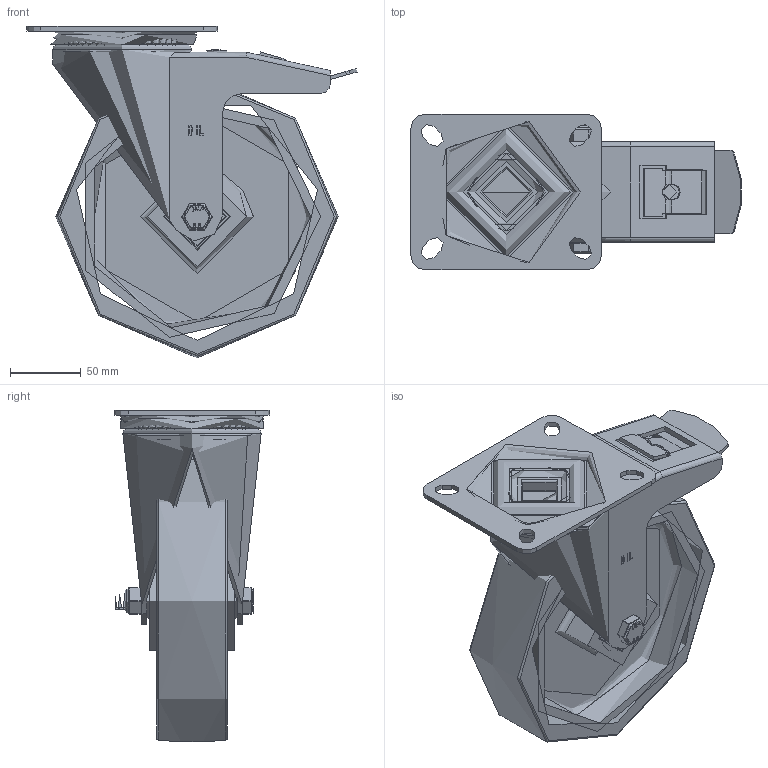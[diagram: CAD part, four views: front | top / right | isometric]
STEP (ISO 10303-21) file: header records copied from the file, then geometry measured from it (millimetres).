
FILE_DESCRIPTION(/* description */ (''),/* implementation_level */ '2;1');
FILE_NAME(/* name */ 'BZMM200NPBJSWB.step',/* time_stamp */ '2024-09-10T16:10:56+01:00',/* author */ (''),/* organization */ (''),/* preprocessor_version */ 'ST-DEVELOPER v20',/* originating_system */ 'Autodesk Translation Framework v13.14.0.145',/* authorisation */ '');
FILE_SCHEMA (('AUTOMOTIVE_DESIGN { 1 0 10303 214 3 1 1 }'));
Length unit declared in the file: millimetre
Products named in the file (37): BZMM200NPBJSWB; BZMM200ASSWB - 64 v1; ZINC PLATED, PRESSED STEEL TOP PLATE; ZINC PLATED, PRESSED STEEL TOP PLATE Geometry; BALL BEARINGS; Component1; BEARING SEAL; ZINC PLATED, PRESSED STEEL FORKS; BRAKE PAD; BRAKE PAD Geometry; BOLT; NUT; BRAKE BOLT; ZINC PLATED, PRESSED STEEL BRAKE PEDAL; BZH200WNPBJM2060 v1; POLYURETHANE TYRE; NYLON RIM; BEARING6204; BALL BEARINGS (1); BEARING6204 (1); BALL BEARINGS (1) (1); Component3; INNER; OUTER; MIDDLE; RUBBER; BEARING SPACER; TH20X2X12 v1; ZINC PLATED HEADED SPACER; TH20X2X12 v1 (1); ZINC PLATED HEADED SPACER (1); HEXBOLTM12X90Z8.8 v2; GRADE 8.8 ZINC PLATED BOLT; NYLOCM12Z v1; NYLOC NUT; NUT (1); RUBBER (1)
Assembly tree (94 placements, depth 5):
  BZMM200NPBJSWB
    BZMM200ASSWB - 64 v1
      ZINC PLATED, PRESSED STEEL TOP PLATE
        ZINC PLATED, PRESSED STEEL TOP PLATE Geometry
        BALL BEARINGS
          Component1  x40
      BEARING SEAL
      ZINC PLATED, PRESSED STEEL FORKS
      BRAKE PAD
        BRAKE PAD Geometry
        BOLT
        NUT
        BRAKE BOLT
      ZINC PLATED, PRESSED STEEL BRAKE PEDAL
    BZH200WNPBJM2060 v1
      POLYURETHANE TYRE
      NYLON RIM
      BEARING6204
        INNER
        OUTER
        BALL BEARINGS (1)
          Component3  x8
        MIDDLE
        RUBBER
      BEARING6204 (1)
        BALL BEARINGS (1) (1)
          Component3  x8
        INNER
        OUTER
        MIDDLE
        RUBBER
      BEARING SPACER
    TH20X2X12 v1
      ZINC PLATED HEADED SPACER
    TH20X2X12 v1 (1)
      ZINC PLATED HEADED SPACER (1)
    HEXBOLTM12X90Z8.8 v2
      GRADE 8.8 ZINC PLATED BOLT
    NYLOCM12Z v1
      NYLOC NUT
        NUT (1)
        RUBBER (1)
Bounding box: 233.88 x 110 x 234.85 mm (x, y, z)
Volume: 1064867.4 mm3; surface area: 379871.2 mm2
Topology: 82 solids, 82 shells, 1277 faces, 3271 edges, 2164 vertices
Faces by surface type: plane 549, bspline 337, cylinder 248, sphere 107, torus 29, cone 7
Full cylindrical faces by diameter (mm): 8 x3, 9.836 x16, 11 x2, 11.834 x16, 12 x3, 12.2 x4, 14 x3, 17.75 x1, 18.5 x1, 19.8 x2, 20 x3, 24 x1, 25 x2, 27 x2, 28.5 x8, 30.8 x4, 31.3 x4, 33.75 x1, 39.75 x1, 40 x1, 40.3 x4, 40.5 x4, 40.8 x4, 42 x10, 47 x4, 50 x1, 61 x1, 70 x2, 78 x1, 91 x1
Entity records: 38869 total; most frequent: CARTESIAN_POINT 17388, ORIENTED_EDGE 4376, DIRECTION 3861, EDGE_CURVE 2188, VERTEX_POINT 1448, AXIS2_PLACEMENT_3D 1389, LINE 1083, VECTOR 1083
